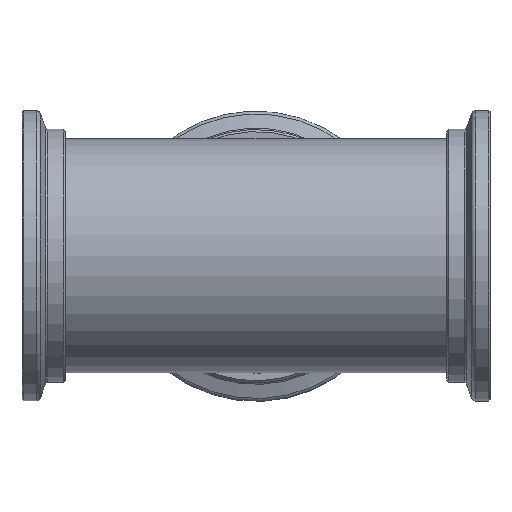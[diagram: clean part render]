
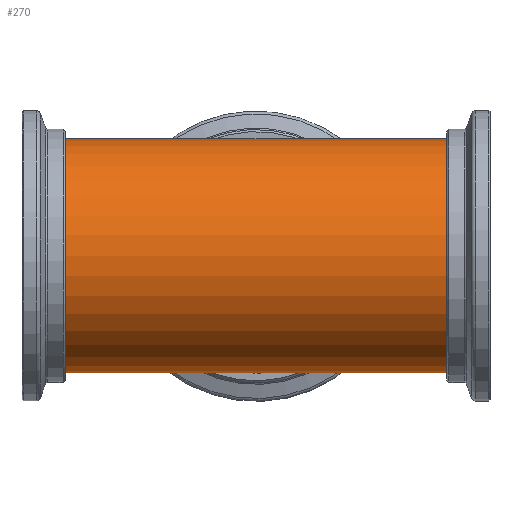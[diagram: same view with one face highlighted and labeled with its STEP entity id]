
A CAD part, top view. The second image highlights one B-rep face of the part: STEP entity #270.
In plain terms, the highlighted cylindrical face has radius 54 mm (diameter 108 mm), a full revolution.
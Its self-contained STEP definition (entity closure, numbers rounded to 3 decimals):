
#53=ELLIPSE('',#322,76.368,54.);
#54=ELLIPSE('',#323,76.368,54.);
#65=ORIENTED_EDGE('',*,*,#111,.F.);
#66=ORIENTED_EDGE('',*,*,#109,.F.);
#67=ORIENTED_EDGE('',*,*,#108,.T.);
#68=ORIENTED_EDGE('',*,*,#112,.T.);
#108=EDGE_CURVE('',#132,#133,#53,.T.);
#109=EDGE_CURVE('',#132,#133,#54,.T.);
#111=EDGE_CURVE('',#135,#135,#155,.T.);
#112=EDGE_CURVE('',#136,#136,#156,.T.);
#132=VERTEX_POINT('',#478);
#133=VERTEX_POINT('',#479);
#135=VERTEX_POINT('',#486);
#136=VERTEX_POINT('',#488);
#155=CIRCLE('',#327,54.);
#156=CIRCLE('',#328,54.);
#178=EDGE_LOOP('',(#65));
#179=EDGE_LOOP('',(#66,#67));
#180=EDGE_LOOP('',(#68));
#222=FACE_BOUND('',#178,.T.);
#223=FACE_BOUND('',#179,.T.);
#224=FACE_BOUND('',#180,.T.);
#262=CYLINDRICAL_SURFACE('',#326,54.);
#270=ADVANCED_FACE('',(#222,#223,#224),#262,.T.);
#322=AXIS2_PLACEMENT_3D('',#477,#380,#381);
#323=AXIS2_PLACEMENT_3D('',#480,#382,#383);
#326=AXIS2_PLACEMENT_3D('',#484,#388,#389);
#327=AXIS2_PLACEMENT_3D('',#485,#390,#391);
#328=AXIS2_PLACEMENT_3D('',#487,#392,#393);
#380=DIRECTION('',(-0.707,0.,0.707));
#381=DIRECTION('',(0.707,0.,0.707));
#382=DIRECTION('',(-0.707,0.,-0.707));
#383=DIRECTION('',(-0.707,0.,0.707));
#388=DIRECTION('',(-1.,0.,0.));
#389=DIRECTION('',(0.,0.,1.));
#390=DIRECTION('',(-1.,0.,0.));
#391=DIRECTION('',(0.,0.,1.));
#392=DIRECTION('',(-1.,0.,0.));
#393=DIRECTION('',(0.,0.,1.));
#477=CARTESIAN_POINT('',(0.,0.,0.));
#478=CARTESIAN_POINT('',(0.,54.,0.));
#479=CARTESIAN_POINT('',(0.,-54.,0.));
#480=CARTESIAN_POINT('',(0.,0.,0.));
#484=CARTESIAN_POINT('',(0.,0.,0.));
#485=CARTESIAN_POINT('',(-93.,0.,0.));
#486=CARTESIAN_POINT('',(-93.,0.,54.));
#487=CARTESIAN_POINT('',(93.,0.,0.));
#488=CARTESIAN_POINT('',(93.,0.,54.));
